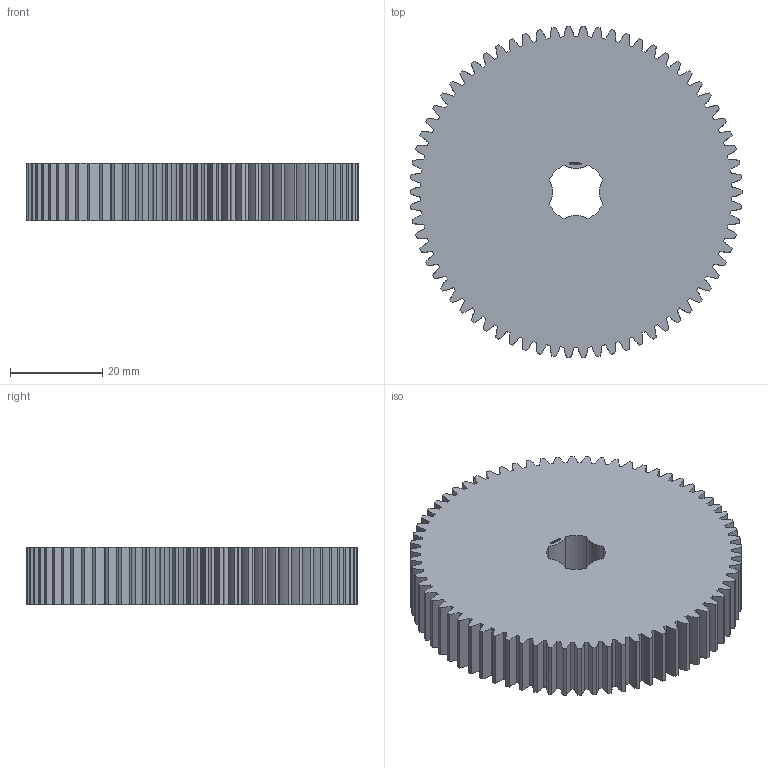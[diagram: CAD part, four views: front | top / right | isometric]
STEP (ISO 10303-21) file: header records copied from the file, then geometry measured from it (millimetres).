
FILE_DESCRIPTION(('FreeCAD Model'),'2;1');
FILE_NAME('Open CASCADE Shape Model','2024-03-10T23:05:46',(''),(''), 'Open CASCADE STEP processor 7.6','FreeCAD','Unknown');
FILE_SCHEMA(('AUTOMOTIVE_DESIGN { 1 0 10303 214 1 1 1 1 }'));
Products named in the file (1): Gear Wheel PLN TTH70 BU01.00 SFT-SHD - SPN-GWH-0260 (stemfie.org)
Bounding box: 72 x 71.96 x 12.5 mm (x, y, z)
Volume: 46532.8 mm3; surface area: 13498.1 mm2
Topology: 1 solids, 1 shells, 765 faces, 2196 edges, 1464 vertices
Faces by surface type: extrusion 446, plane 311, cylinder 8
Entity records: 71940 total; most frequent: CARTESIAN_POINT 25888, DIRECTION 5906, VECTOR 5218, LINE 4772, ORIENTED_EDGE 4392, PCURVE 4392, DEFINITIONAL_REPRESENTATION 4392, B_SPLINE_CURVE_WITH_KNOTS 2230
